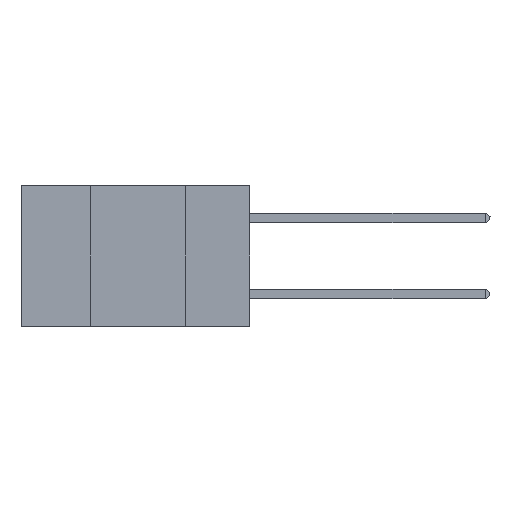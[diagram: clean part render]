
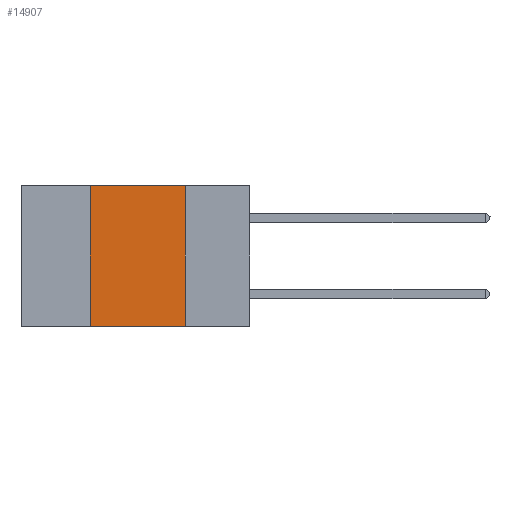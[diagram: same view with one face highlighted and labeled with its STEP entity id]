
A CAD part, left-side view. The second image highlights one B-rep face of the part: STEP entity #14907.
In plain terms, the highlighted planar face has unit normal (-1, 0, 0).
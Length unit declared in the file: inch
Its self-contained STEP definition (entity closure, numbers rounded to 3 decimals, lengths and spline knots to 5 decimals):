
#325 = LINE ( 'NONE', #18432, #8058 ) ;
#1391 = VERTEX_POINT ( 'NONE', #16808 ) ;
#1829 = ORIENTED_EDGE ( 'NONE', *, *, #16202, .T. ) ;
#2820 = EDGE_CURVE ( 'NONE', #18643, #16179, #8030, .T. ) ;
#3658 = LINE ( 'NONE', #3941, #14743 ) ;
#3722 = DIRECTION ( 'NONE',  ( 0., 0., -1. ) ) ;
#3941 = CARTESIAN_POINT ( 'NONE',  ( 0., 0.6, -0.37 ) ) ;
#3963 = VECTOR ( 'NONE', #6185, 39.37008 ) ;
#5904 = EDGE_LOOP ( 'NONE', ( #12090, #13699, #19319, #1829 ) ) ;
#6185 = DIRECTION ( 'NONE',  ( 0., 0., 1. ) ) ;
#7087 = CARTESIAN_POINT ( 'NONE',  ( 0., 0.17, -0.37 ) ) ;
#7387 = DIRECTION ( 'NONE',  ( 1., 0., 0. ) ) ;
#8030 = LINE ( 'NONE', #12822, #19228 ) ;
#8058 = VECTOR ( 'NONE', #14151, 39.37008 ) ;
#8135 = AXIS2_PLACEMENT_3D ( 'NONE', #16236, #7387, #17676 ) ;
#9498 = EDGE_CURVE ( 'NONE', #1391, #18643, #325, .T. ) ;
#10050 = DIRECTION ( 'NONE',  ( 0., -1., 0. ) ) ;
#12090 = ORIENTED_EDGE ( 'NONE', *, *, #2820, .F. ) ;
#12509 = LINE ( 'NONE', #17938, #3963 ) ;
#12822 = CARTESIAN_POINT ( 'NONE',  ( 0., 0.17, 0. ) ) ;
#13320 = PLANE ( 'NONE',  #8135 ) ;
#13699 = ORIENTED_EDGE ( 'NONE', *, *, #9498, .F. ) ;
#14151 = DIRECTION ( 'NONE',  ( 0., -1., 0. ) ) ;
#14346 = FACE_OUTER_BOUND ( 'NONE', #5904, .T. ) ;
#14358 = EDGE_CURVE ( 'NONE', #19222, #1391, #12509, .T. ) ;
#14743 = VECTOR ( 'NONE', #10050, 39.37008 ) ;
#14907 = ADVANCED_FACE ( 'NONE', ( #14346 ), #13320, .F. ) ;
#15864 = CARTESIAN_POINT ( 'NONE',  ( 0., 0.17, 0. ) ) ;
#16179 = VERTEX_POINT ( 'NONE', #7087 ) ;
#16202 = EDGE_CURVE ( 'NONE', #19222, #16179, #3658, .T. ) ;
#16236 = CARTESIAN_POINT ( 'NONE',  ( 0., 0.6, 0. ) ) ;
#16808 = CARTESIAN_POINT ( 'NONE',  ( 0., 0.42, 0. ) ) ;
#17676 = DIRECTION ( 'NONE',  ( 0., 0., -1. ) ) ;
#17938 = CARTESIAN_POINT ( 'NONE',  ( 0., 0.42, 0. ) ) ;
#18432 = CARTESIAN_POINT ( 'NONE',  ( 0., 0.6, 0. ) ) ;
#18449 = CARTESIAN_POINT ( 'NONE',  ( 0., 0.42, -0.37 ) ) ;
#18643 = VERTEX_POINT ( 'NONE', #15864 ) ;
#19222 = VERTEX_POINT ( 'NONE', #18449 ) ;
#19228 = VECTOR ( 'NONE', #3722, 39.37008 ) ;
#19319 = ORIENTED_EDGE ( 'NONE', *, *, #14358, .F. ) ;
